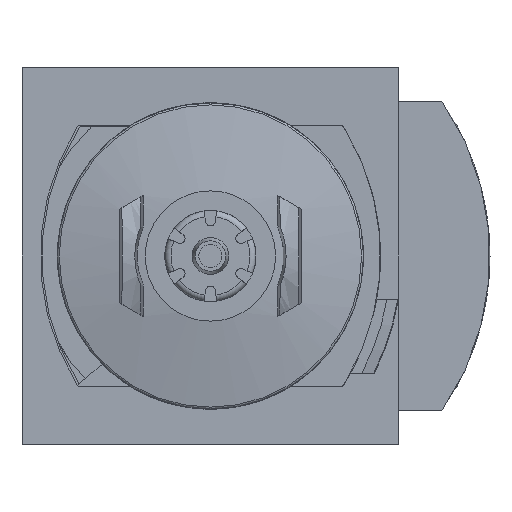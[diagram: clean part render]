
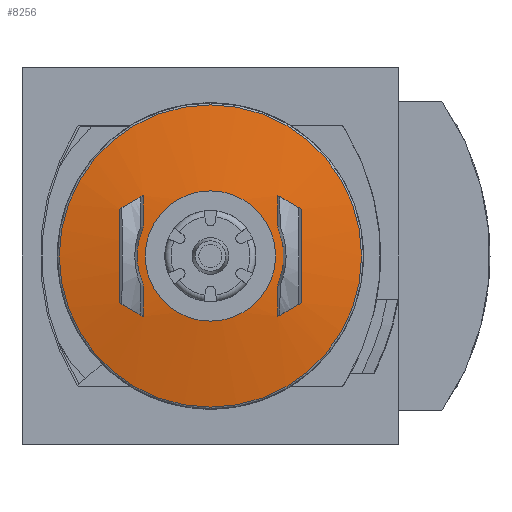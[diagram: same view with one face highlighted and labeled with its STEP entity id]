
A CAD part, front view. The second image highlights one B-rep face of the part: STEP entity #8256.
In plain terms, the highlighted spherical face has radius 108.76 mm.
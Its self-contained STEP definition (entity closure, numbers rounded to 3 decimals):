
#31=SPHERICAL_SURFACE('',#8755,108.76);
#1697=CIRCLE('',#8754,24.871);
#1698=CIRCLE('',#8756,12.055);
#1699=CIRCLE('',#8757,108.372);
#1700=CIRCLE('',#8758,108.117);
#1701=CIRCLE('',#8759,107.834);
#1702=CIRCLE('',#8760,107.453);
#1703=CIRCLE('',#8761,107.834);
#1704=CIRCLE('',#8762,108.117);
#1705=CIRCLE('',#8763,108.372);
#1706=CIRCLE('',#8764,107.834);
#1707=CIRCLE('',#8765,107.453);
#1708=CIRCLE('',#8766,107.834);
#1709=CIRCLE('',#8767,108.117);
#1710=CIRCLE('',#8768,108.372);
#1711=CIRCLE('',#8769,12.055);
#1712=CIRCLE('',#8770,108.372);
#1713=CIRCLE('',#8771,108.117);
#1714=CIRCLE('',#8772,10.724);
#3084=ORIENTED_EDGE('',*,*,#4278,.T.);
#3085=ORIENTED_EDGE('',*,*,#4279,.T.);
#3086=ORIENTED_EDGE('',*,*,#4280,.T.);
#3087=ORIENTED_EDGE('',*,*,#4281,.T.);
#3088=ORIENTED_EDGE('',*,*,#4282,.T.);
#3089=ORIENTED_EDGE('',*,*,#4283,.T.);
#3090=ORIENTED_EDGE('',*,*,#4284,.T.);
#3091=ORIENTED_EDGE('',*,*,#4285,.T.);
#3092=ORIENTED_EDGE('',*,*,#4286,.T.);
#3093=ORIENTED_EDGE('',*,*,#4287,.T.);
#3094=ORIENTED_EDGE('',*,*,#4288,.T.);
#3095=ORIENTED_EDGE('',*,*,#4289,.T.);
#3096=ORIENTED_EDGE('',*,*,#4290,.T.);
#3097=ORIENTED_EDGE('',*,*,#4291,.T.);
#3098=ORIENTED_EDGE('',*,*,#4292,.T.);
#3099=ORIENTED_EDGE('',*,*,#4293,.T.);
#3100=ORIENTED_EDGE('',*,*,#4294,.T.);
#3101=ORIENTED_EDGE('',*,*,#4295,.F.);
#4278=EDGE_CURVE('',#4956,#4956,#1697,.T.);
#4279=EDGE_CURVE('',#4957,#4958,#1698,.F.);
#4280=EDGE_CURVE('',#4958,#4959,#1699,.T.);
#4281=EDGE_CURVE('',#4959,#4960,#1700,.T.);
#4282=EDGE_CURVE('',#4960,#4961,#1701,.T.);
#4283=EDGE_CURVE('',#4961,#4962,#1702,.T.);
#4284=EDGE_CURVE('',#4962,#4963,#1703,.T.);
#4285=EDGE_CURVE('',#4963,#4964,#1704,.T.);
#4286=EDGE_CURVE('',#4964,#4957,#1705,.T.);
#4287=EDGE_CURVE('',#4965,#4966,#1706,.T.);
#4288=EDGE_CURVE('',#4966,#4967,#1707,.T.);
#4289=EDGE_CURVE('',#4967,#4968,#1708,.T.);
#4290=EDGE_CURVE('',#4968,#4969,#1709,.T.);
#4291=EDGE_CURVE('',#4969,#4970,#1710,.T.);
#4292=EDGE_CURVE('',#4970,#4971,#1711,.F.);
#4293=EDGE_CURVE('',#4971,#4972,#1712,.T.);
#4294=EDGE_CURVE('',#4972,#4965,#1713,.T.);
#4295=EDGE_CURVE('',#4973,#4973,#1714,.T.);
#4956=VERTEX_POINT('',#12249);
#4957=VERTEX_POINT('',#12252);
#4958=VERTEX_POINT('',#12253);
#4959=VERTEX_POINT('',#12255);
#4960=VERTEX_POINT('',#12257);
#4961=VERTEX_POINT('',#12259);
#4962=VERTEX_POINT('',#12261);
#4963=VERTEX_POINT('',#12263);
#4964=VERTEX_POINT('',#12265);
#4965=VERTEX_POINT('',#12268);
#4966=VERTEX_POINT('',#12269);
#4967=VERTEX_POINT('',#12271);
#4968=VERTEX_POINT('',#12273);
#4969=VERTEX_POINT('',#12275);
#4970=VERTEX_POINT('',#12277);
#4971=VERTEX_POINT('',#12279);
#4972=VERTEX_POINT('',#12281);
#4973=VERTEX_POINT('',#12284);
#5366=EDGE_LOOP('',(#3084));
#5367=EDGE_LOOP('',(#3085,#3086,#3087,#3088,#3089,#3090,#3091,#3092));
#5368=EDGE_LOOP('',(#3093,#3094,#3095,#3096,#3097,#3098,#3099,#3100));
#5369=EDGE_LOOP('',(#3101));
#5748=FACE_BOUND('',#5366,.T.);
#5749=FACE_BOUND('',#5367,.T.);
#5750=FACE_BOUND('',#5368,.T.);
#5751=FACE_BOUND('',#5369,.T.);
#8256=ADVANCED_FACE('',(#5748,#5749,#5750,#5751),#31,.T.);
#8754=AXIS2_PLACEMENT_3D('',#12248,#10264,#10265);
#8755=AXIS2_PLACEMENT_3D('',#12250,#10266,#10267);
#8756=AXIS2_PLACEMENT_3D('',#12251,#10268,#10269);
#8757=AXIS2_PLACEMENT_3D('',#12254,#10270,#10271);
#8758=AXIS2_PLACEMENT_3D('',#12256,#10272,#10273);
#8759=AXIS2_PLACEMENT_3D('',#12258,#10274,#10275);
#8760=AXIS2_PLACEMENT_3D('',#12260,#10276,#10277);
#8761=AXIS2_PLACEMENT_3D('',#12262,#10278,#10279);
#8762=AXIS2_PLACEMENT_3D('',#12264,#10280,#10281);
#8763=AXIS2_PLACEMENT_3D('',#12266,#10282,#10283);
#8764=AXIS2_PLACEMENT_3D('',#12267,#10284,#10285);
#8765=AXIS2_PLACEMENT_3D('',#12270,#10286,#10287);
#8766=AXIS2_PLACEMENT_3D('',#12272,#10288,#10289);
#8767=AXIS2_PLACEMENT_3D('',#12274,#10290,#10291);
#8768=AXIS2_PLACEMENT_3D('',#12276,#10292,#10293);
#8769=AXIS2_PLACEMENT_3D('',#12278,#10294,#10295);
#8770=AXIS2_PLACEMENT_3D('',#12280,#10296,#10297);
#8771=AXIS2_PLACEMENT_3D('',#12282,#10298,#10299);
#8772=AXIS2_PLACEMENT_3D('',#12283,#10300,#10301);
#10264=DIRECTION('',(0.,-1.,0.));
#10265=DIRECTION('',(0.,0.,-1.));
#10266=DIRECTION('',(0.,-1.,0.));
#10267=DIRECTION('',(1.,0.,0.));
#10268=DIRECTION('',(0.,1.,0.));
#10269=DIRECTION('',(0.,0.,1.));
#10270=DIRECTION('',(-1.,-0.017,0.));
#10271=DIRECTION('',(0.017,-1.,0.));
#10272=DIRECTION('',(0.,-0.017,1.));
#10273=DIRECTION('',(0.,-1.,-0.017));
#10274=DIRECTION('',(0.5,0.,0.866));
#10275=DIRECTION('',(0.866,0.,-0.5));
#10276=DIRECTION('',(1.,-0.017,0.));
#10277=DIRECTION('',(0.017,1.,0.));
#10278=DIRECTION('',(0.5,0.,-0.866));
#10279=DIRECTION('',(-0.866,0.,-0.5));
#10280=DIRECTION('',(0.,-0.017,-1.));
#10281=DIRECTION('',(0.,1.,-0.017));
#10282=DIRECTION('',(-1.,-0.017,0.));
#10283=DIRECTION('',(0.017,-1.,0.));
#10284=DIRECTION('',(-0.5,0.,-0.866));
#10285=DIRECTION('',(-0.866,0.,0.5));
#10286=DIRECTION('',(-1.,-0.017,0.));
#10287=DIRECTION('',(0.017,-1.,0.));
#10288=DIRECTION('',(-0.5,0.,0.866));
#10289=DIRECTION('',(0.866,0.,0.5));
#10290=DIRECTION('',(0.,-0.017,1.));
#10291=DIRECTION('',(0.,-1.,-0.017));
#10292=DIRECTION('',(1.,-0.017,0.));
#10293=DIRECTION('',(0.017,1.,0.));
#10294=DIRECTION('',(0.,1.,0.));
#10295=DIRECTION('',(0.,0.,1.));
#10296=DIRECTION('',(1.,-0.017,0.));
#10297=DIRECTION('',(0.017,1.,0.));
#10298=DIRECTION('',(0.,-0.017,-1.));
#10299=DIRECTION('',(0.,1.,-0.017));
#10300=DIRECTION('',(0.,-1.,0.));
#10301=DIRECTION('',(0.,0.,-1.));
#12248=CARTESIAN_POINT('',(0.,-152.648,0.));
#12249=CARTESIAN_POINT('',(0.,-152.648,-24.871));
#12250=CARTESIAN_POINT('',(0.,-46.77,0.));
#12251=CARTESIAN_POINT('',(0.,-154.86,0.));
#12252=CARTESIAN_POINT('',(11.072,-154.86,-4.767));
#12253=CARTESIAN_POINT('',(11.072,-154.86,4.767));
#12254=CARTESIAN_POINT('',(9.183,-46.61,0.));
#12255=CARTESIAN_POINT('',(11.066,-154.509,9.934));
#12256=CARTESIAN_POINT('',(0.,-46.976,11.811));
#12257=CARTESIAN_POINT('',(11.115,-154.504,9.934));
#12258=CARTESIAN_POINT('',(7.08,-46.77,12.263));
#12259=CARTESIAN_POINT('',(14.939,-154.222,7.726));
#12260=CARTESIAN_POINT('',(16.809,-47.063,0.));
#12261=CARTESIAN_POINT('',(14.939,-154.222,-7.726));
#12262=CARTESIAN_POINT('',(7.08,-46.77,-12.263));
#12263=CARTESIAN_POINT('',(11.115,-154.504,-9.934));
#12264=CARTESIAN_POINT('',(0.,-46.976,-11.811));
#12265=CARTESIAN_POINT('',(11.066,-154.509,-9.934));
#12266=CARTESIAN_POINT('',(9.183,-46.61,0.));
#12267=CARTESIAN_POINT('',(-7.08,-46.77,-12.263));
#12268=CARTESIAN_POINT('',(-11.115,-154.504,-9.934));
#12269=CARTESIAN_POINT('',(-14.939,-154.222,-7.726));
#12270=CARTESIAN_POINT('',(-16.809,-47.063,0.));
#12271=CARTESIAN_POINT('',(-14.939,-154.222,7.726));
#12272=CARTESIAN_POINT('',(-7.08,-46.77,12.263));
#12273=CARTESIAN_POINT('',(-11.115,-154.504,9.934));
#12274=CARTESIAN_POINT('',(0.,-46.976,11.811));
#12275=CARTESIAN_POINT('',(-11.066,-154.509,9.934));
#12276=CARTESIAN_POINT('',(-9.183,-46.61,0.));
#12277=CARTESIAN_POINT('',(-11.072,-154.86,4.767));
#12278=CARTESIAN_POINT('',(0.,-154.86,0.));
#12279=CARTESIAN_POINT('',(-11.072,-154.86,-4.767));
#12280=CARTESIAN_POINT('',(-9.183,-46.61,0.));
#12281=CARTESIAN_POINT('',(-11.066,-154.509,-9.934));
#12282=CARTESIAN_POINT('',(0.,-46.976,-11.811));
#12283=CARTESIAN_POINT('',(0.,-155.,0.));
#12284=CARTESIAN_POINT('',(0.,-155.,-10.724));
